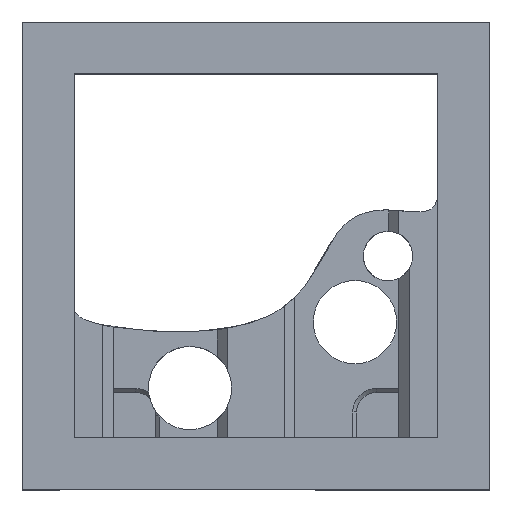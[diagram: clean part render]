
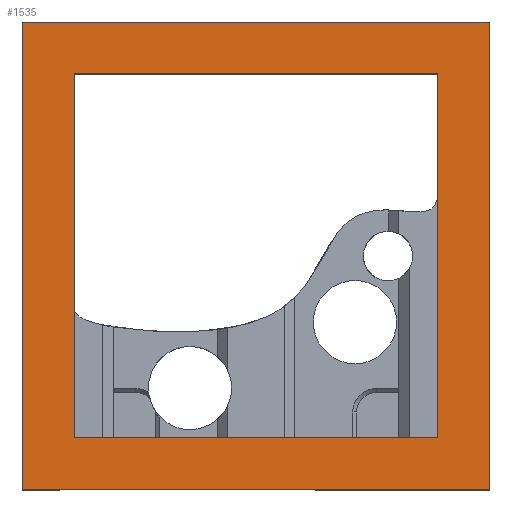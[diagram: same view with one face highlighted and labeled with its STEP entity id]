
A CAD part, top view. The second image highlights one B-rep face of the part: STEP entity #1535.
In plain terms, the highlighted planar face has unit normal (0, 0, 1).
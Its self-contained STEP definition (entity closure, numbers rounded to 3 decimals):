
#34=FACE_BOUND('',#595,.T.);
#106=LINE('',#2033,#249);
#118=LINE('',#2205,#261);
#125=LINE('',#2312,#268);
#223=LINE('',#2945,#366);
#233=LINE('',#2967,#376);
#237=LINE('',#2973,#380);
#241=LINE('',#2980,#384);
#244=LINE('',#2984,#387);
#249=VECTOR('',#1647,1000.);
#261=VECTOR('',#1663,1000.);
#268=VECTOR('',#1674,1000.);
#366=VECTOR('',#1910,1000.);
#376=VECTOR('',#1928,1000.);
#380=VECTOR('',#1934,1000.);
#384=VECTOR('',#1942,1000.);
#387=VECTOR('',#1947,1000.);
#433=PLANE('',#1635);
#511=FACE_OUTER_BOUND('',#594,.T.);
#594=EDGE_LOOP('',(#1436,#1437,#1438,#1439));
#595=EDGE_LOOP('',(#1440,#1441,#1442,#1443));
#633=VERTEX_POINT('',#2030);
#634=VERTEX_POINT('',#2032);
#652=VERTEX_POINT('',#2203);
#666=VERTEX_POINT('',#2310);
#771=VERTEX_POINT('',#2964);
#772=VERTEX_POINT('',#2966);
#773=VERTEX_POINT('',#2971);
#774=VERTEX_POINT('',#2978);
#783=EDGE_CURVE('',#633,#634,#106,.T.);
#805=EDGE_CURVE('',#633,#652,#118,.T.);
#823=EDGE_CURVE('',#652,#666,#125,.T.);
#980=EDGE_CURVE('',#634,#666,#223,.T.);
#990=EDGE_CURVE('',#772,#771,#233,.T.);
#994=EDGE_CURVE('',#773,#771,#237,.T.);
#998=EDGE_CURVE('',#774,#773,#241,.T.);
#1001=EDGE_CURVE('',#774,#772,#244,.T.);
#1436=ORIENTED_EDGE('',*,*,#980,.F.);
#1437=ORIENTED_EDGE('',*,*,#783,.F.);
#1438=ORIENTED_EDGE('',*,*,#805,.T.);
#1439=ORIENTED_EDGE('',*,*,#823,.T.);
#1440=ORIENTED_EDGE('',*,*,#1001,.T.);
#1441=ORIENTED_EDGE('',*,*,#990,.T.);
#1442=ORIENTED_EDGE('',*,*,#994,.F.);
#1443=ORIENTED_EDGE('',*,*,#998,.F.);
#1535=ADVANCED_FACE('',(#511,#34),#433,.F.);
#1635=AXIS2_PLACEMENT_3D('',#2985,#1948,#1949);
#1647=DIRECTION('',(0.,1.,0.));
#1663=DIRECTION('',(1.,0.,0.));
#1674=DIRECTION('',(0.,1.,0.));
#1910=DIRECTION('',(1.,0.,0.));
#1928=DIRECTION('',(1.,0.,0.));
#1934=DIRECTION('',(0.,1.,0.));
#1942=DIRECTION('',(1.,0.,0.));
#1947=DIRECTION('',(0.,1.,0.));
#1948=DIRECTION('center_axis',(0.,0.,-1.));
#1949=DIRECTION('ref_axis',(1.,0.,0.));
#2030=CARTESIAN_POINT('',(-9.,-9.,0.));
#2032=CARTESIAN_POINT('',(-9.,9.,0.));
#2033=CARTESIAN_POINT('',(-9.,-9.6,0.));
#2203=CARTESIAN_POINT('',(9.,-9.,0.));
#2205=CARTESIAN_POINT('',(-9.6,-9.,0.));
#2310=CARTESIAN_POINT('',(9.,9.,0.));
#2312=CARTESIAN_POINT('',(9.,-9.6,0.));
#2945=CARTESIAN_POINT('',(-9.6,9.,0.));
#2964=CARTESIAN_POINT('',(7.,7.,0.));
#2966=CARTESIAN_POINT('',(-7.,7.,0.));
#2967=CARTESIAN_POINT('',(-7.2,7.,0.));
#2971=CARTESIAN_POINT('',(7.,-7.,0.));
#2973=CARTESIAN_POINT('',(7.,-9.6,0.));
#2978=CARTESIAN_POINT('',(-7.,-7.,0.));
#2980=CARTESIAN_POINT('',(-7.2,-7.,0.));
#2984=CARTESIAN_POINT('',(-7.,-9.6,0.));
#2985=CARTESIAN_POINT('Origin',(-9.6,-9.6,0.));
